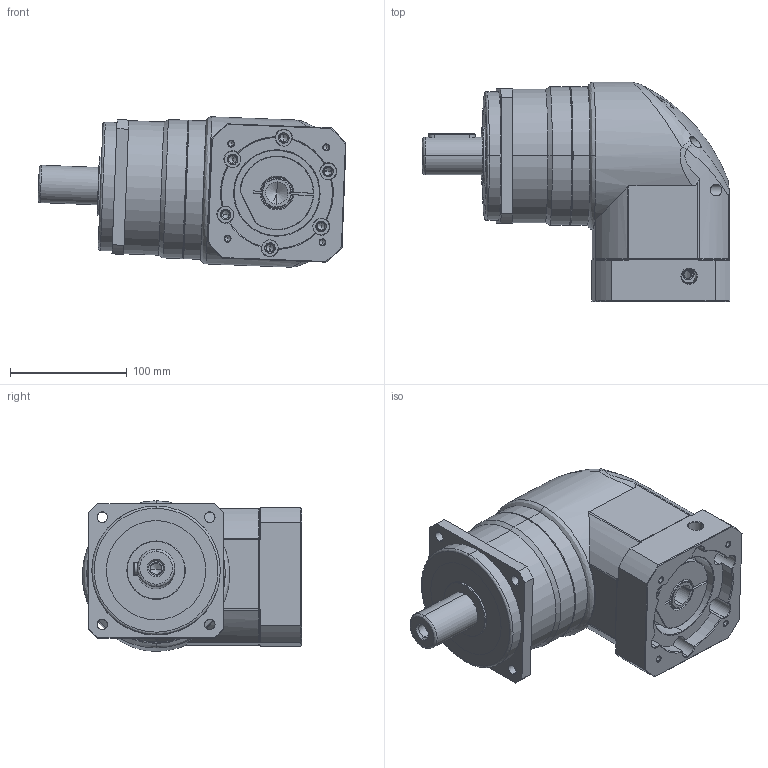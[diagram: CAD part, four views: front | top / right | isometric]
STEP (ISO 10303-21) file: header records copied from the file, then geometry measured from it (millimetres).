
FILE_DESCRIPTION (( 'STEP AP214' ), '1' );
FILE_NAME ('PBL115-L1-19-95-115-M6-M8.STEP', '2024-01-06T02:02:43', ( 'admin' ), ( '' ), 'SwSTEP 2.0', 'SolidWorks 2013', '' );
FILE_SCHEMA (( 'AUTOMOTIVE_DESIGN' ));
Length unit declared in the file: millimetre
Products named in the file (6): PBL115-L1-19-95-115-M6-M8; SDL115-22; SBL115_X2_8F9351658F7495017D2773AF_X0_-22; SBL115-95-115M6; PB115_X2_8F9351FA7AEF_X0_; 22-19_X2_8F6C63625957_X0_
Assembly tree (5 placements, depth 2):
  PBL115-L1-19-95-115-M6-M8
    SDL115-22
    SBL115_X2_8F9351658F7495017D2773AF_X0_-22
    SBL115-95-115M6
    PB115_X2_8F9351FA7AEF_X0_
    22-19_X2_8F6C63625957_X0_
Bounding box: 263.54 x 187.5 x 128.67 mm (x, y, z)
Volume: 2914080.2 mm3; surface area: 256244.1 mm2
Topology: 9 solids, 9 shells, 479 faces, 1212 edges, 744 vertices
Faces by surface type: cylinder 216, cone 132, plane 103, bspline 26, torus 2
Entity records: 26932 total; most frequent: CARTESIAN_POINT 10288, ORIENTED_EDGE 2324, DIRECTION 2270, EDGE_CURVE 1162, AXIS2_PLACEMENT_3D 899, VERTEX_POINT 744, EDGE_LOOP 566, UNCERTAINTY_MEASURE_WITH_UNIT 499
